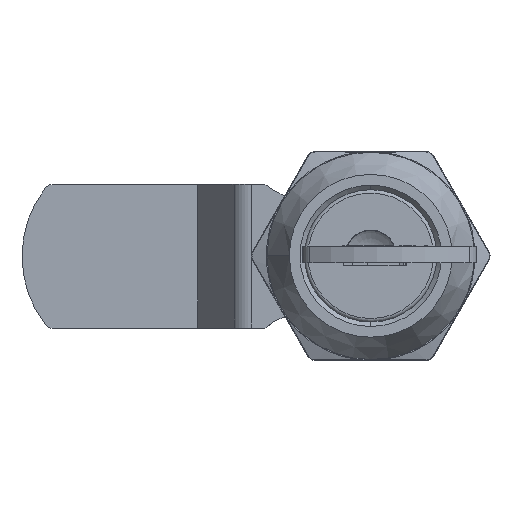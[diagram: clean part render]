
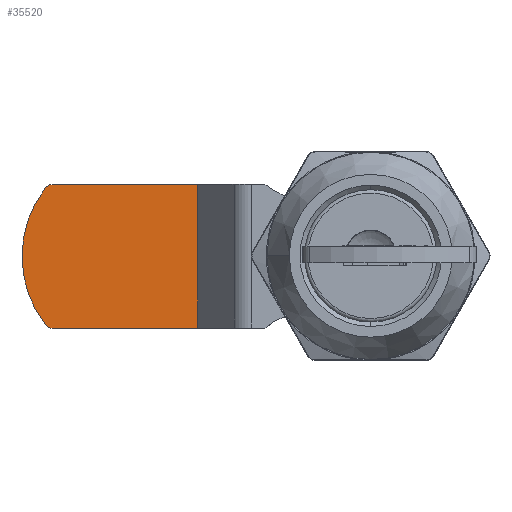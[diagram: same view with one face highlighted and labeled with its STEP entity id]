
A CAD part, top view. The second image highlights one B-rep face of the part: STEP entity #35520.
In plain terms, the highlighted planar face has unit normal (0, 0, 1).
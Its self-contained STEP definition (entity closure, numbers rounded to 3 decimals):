
#17 = ORIENTED_EDGE ( 'NONE', *, *, #11835, .T. ) ;
#877 = AXIS2_PLACEMENT_3D ( 'NONE', #35305, #38534, #4564 ) ;
#1017 = DIRECTION ( 'NONE',  ( 1., 0., 0. ) ) ;
#1204 = VERTEX_POINT ( 'NONE', #19792 ) ;
#1264 = AXIS2_PLACEMENT_3D ( 'NONE', #42698, #8725, #26813 ) ;
#1526 = DIRECTION ( 'NONE',  ( 1., 0., 0. ) ) ;
#2480 = CARTESIAN_POINT ( 'NONE',  ( -19.858, 8.25, -23.5 ) ) ;
#2827 = LINE ( 'NONE', #32174, #20833 ) ;
#3121 = CARTESIAN_POINT ( 'NONE',  ( -36.572, 8.25, -23.5 ) ) ;
#4564 = DIRECTION ( 'NONE',  ( 1., 0., 0. ) ) ;
#5144 = CARTESIAN_POINT ( 'NONE',  ( -33.611, 8.25, -23.5 ) ) ;
#5460 = EDGE_CURVE ( 'NONE', #16797, #25652, #17030, .T. ) ;
#5542 = VERTEX_POINT ( 'NONE', #40100 ) ;
#8725 = DIRECTION ( 'NONE',  ( 0., 0., -1. ) ) ;
#9355 = DIRECTION ( 'NONE',  ( 1., 0., 0. ) ) ;
#11835 = EDGE_CURVE ( 'NONE', #5542, #49023, #44434, .T. ) ;
#12672 = CARTESIAN_POINT ( 'NONE',  ( -4.029, 13.846, -23.5 ) ) ;
#16797 = VERTEX_POINT ( 'NONE', #3121 ) ;
#17030 = LINE ( 'NONE', #5144, #43678 ) ;
#17353 = ORIENTED_EDGE ( 'NONE', *, *, #5460, .F. ) ;
#18169 = DIRECTION ( 'NONE',  ( -1., 0., 0. ) ) ;
#19792 = CARTESIAN_POINT ( 'NONE',  ( -37.362, 7.862, -23.5 ) ) ;
#19830 = CARTESIAN_POINT ( 'NONE',  ( -36.572, 7.25, -23.5 ) ) ;
#20642 = EDGE_CURVE ( 'NONE', #44455, #49023, #2827, .T. ) ;
#20833 = VECTOR ( 'NONE', #18169, 1000. ) ;
#21836 = EDGE_CURVE ( 'NONE', #25652, #44455, #45452, .T. ) ;
#22046 = ORIENTED_EDGE ( 'NONE', *, *, #41590, .F. ) ;
#23059 = EDGE_CURVE ( 'NONE', #16797, #1204, #30286, .T. ) ;
#25652 = VERTEX_POINT ( 'NONE', #2480 ) ;
#25717 = AXIS2_PLACEMENT_3D ( 'NONE', #12672, #35744, #1526 ) ;
#26813 = DIRECTION ( 'NONE',  ( 1., 0., 0. ) ) ;
#26839 = DIRECTION ( 'NONE',  ( 0., -1., 0. ) ) ;
#27397 = CIRCLE ( 'NONE', #1264, 12.844 ) ;
#30286 = CIRCLE ( 'NONE', #35052, 1. ) ;
#31185 = CARTESIAN_POINT ( 'NONE',  ( -19.858, -8.25, -23.5 ) ) ;
#31240 = DIRECTION ( 'NONE',  ( 0., 0., 1. ) ) ;
#32174 = CARTESIAN_POINT ( 'NONE',  ( -33.611, -8.25, -23.5 ) ) ;
#32263 = FACE_OUTER_BOUND ( 'NONE', #41840, .T. ) ;
#32669 = ORIENTED_EDGE ( 'NONE', *, *, #20642, .F. ) ;
#33452 = VECTOR ( 'NONE', #26839, 1000. ) ;
#34530 = CARTESIAN_POINT ( 'NONE',  ( -19.858, 13.846, -23.5 ) ) ;
#35052 = AXIS2_PLACEMENT_3D ( 'NONE', #19830, #31240, #1017 ) ;
#35305 = CARTESIAN_POINT ( 'NONE',  ( -36.572, -7.25, -23.5 ) ) ;
#35520 = ADVANCED_FACE ( 'NONE', ( #32263 ), #43430, .T. ) ;
#35744 = DIRECTION ( 'NONE',  ( 0., 0., 1. ) ) ;
#37727 = CARTESIAN_POINT ( 'NONE',  ( -36.572, -8.25, -23.5 ) ) ;
#38534 = DIRECTION ( 'NONE',  ( 0., 0., 1. ) ) ;
#40100 = CARTESIAN_POINT ( 'NONE',  ( -37.362, -7.862, -23.5 ) ) ;
#41590 = EDGE_CURVE ( 'NONE', #5542, #1204, #27397, .T. ) ;
#41608 = ORIENTED_EDGE ( 'NONE', *, *, #21836, .F. ) ;
#41840 = EDGE_LOOP ( 'NONE', ( #41608, #17353, #44370, #22046, #17, #32669 ) ) ;
#42698 = CARTESIAN_POINT ( 'NONE',  ( -27.206, 0., -23.5 ) ) ;
#43430 = PLANE ( 'NONE',  #25717 ) ;
#43678 = VECTOR ( 'NONE', #9355, 1000. ) ;
#44370 = ORIENTED_EDGE ( 'NONE', *, *, #23059, .T. ) ;
#44434 = CIRCLE ( 'NONE', #877, 1. ) ;
#44455 = VERTEX_POINT ( 'NONE', #31185 ) ;
#45452 = LINE ( 'NONE', #34530, #33452 ) ;
#49023 = VERTEX_POINT ( 'NONE', #37727 ) ;
